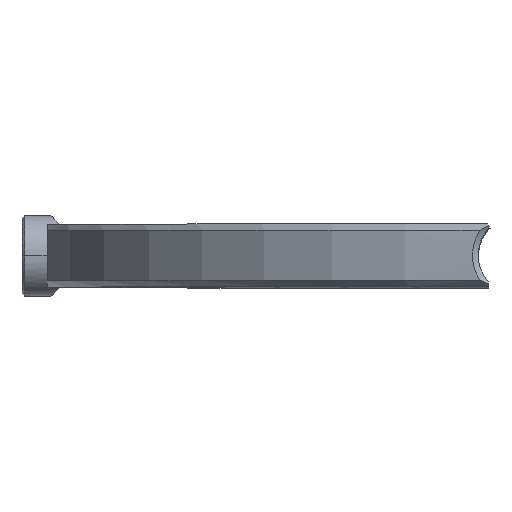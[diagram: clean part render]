
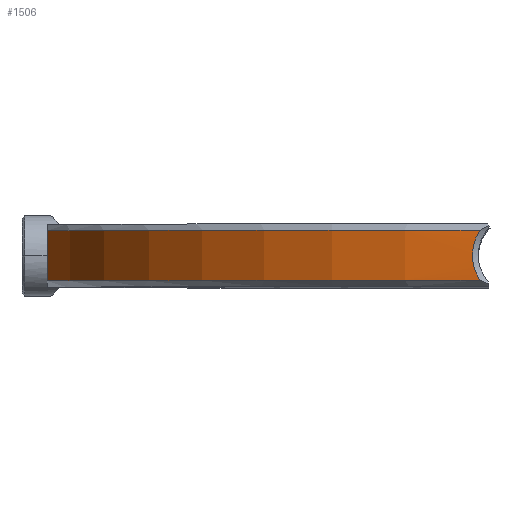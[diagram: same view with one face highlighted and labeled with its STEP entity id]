
A CAD part, top view. The second image highlights one B-rep face of the part: STEP entity #1506.
In plain terms, the highlighted cylindrical face has radius 385 mm (diameter 770 mm), a partial arc.
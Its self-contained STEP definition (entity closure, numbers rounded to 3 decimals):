
#31 = CARTESIAN_POINT ( 'NONE',  ( -32.349, 41.985, 383.639 ) ) ;
#47 = CIRCLE ( 'NONE', #52, 385. ) ;
#52 = AXIS2_PLACEMENT_3D ( 'NONE', #1811, #1112, #1118 ) ;
#53 = CARTESIAN_POINT ( 'NONE',  ( -33.02, 9.424, 383.581 ) ) ;
#58 = ORIENTED_EDGE ( 'NONE', *, *, #645, .T. ) ;
#119 = DIRECTION ( 'NONE',  ( 0., -1., 0. ) ) ;
#129 = CARTESIAN_POINT ( 'NONE',  ( -36.59, 25.88, 383.257 ) ) ;
#140 = EDGE_LOOP ( 'NONE', ( #1897, #58, #2067, #311 ) ) ;
#141 = VECTOR ( 'NONE', #1140, 1000. ) ;
#247 = CARTESIAN_POINT ( 'NONE',  ( -33.494, 10.42, 383.54 ) ) ;
#307 = CARTESIAN_POINT ( 'NONE',  ( -35.807, 17.549, 383.331 ) ) ;
#311 = ORIENTED_EDGE ( 'NONE', *, *, #1227, .F. ) ;
#325 = CARTESIAN_POINT ( 'NONE',  ( -36.131, 19.292, 383.301 ) ) ;
#335 = CARTESIAN_POINT ( 'NONE',  ( -36.058, 18.855, 383.308 ) ) ;
#412 = CARTESIAN_POINT ( 'NONE',  ( -30.48, 5., 383.792 ) ) ;
#434 = EDGE_CURVE ( 'NONE', #1971, #991, #47, .T. ) ;
#448 = CYLINDRICAL_SURFACE ( 'NONE', #1833, 385. ) ;
#481 = CARTESIAN_POINT ( 'NONE',  ( -36.557, 26.765, 383.26 ) ) ;
#506 = CARTESIAN_POINT ( 'NONE',  ( -36.166, 19.513, 383.298 ) ) ;
#570 = CARTESIAN_POINT ( 'NONE',  ( -32.422, 8.233, 383.633 ) ) ;
#605 = CARTESIAN_POINT ( 'NONE',  ( 0., 5., 0. ) ) ;
#645 = EDGE_CURVE ( 'NONE', #1467, #1971, #2010, .T. ) ;
#653 = CARTESIAN_POINT ( 'NONE',  ( -36.589, 24.771, 383.257 ) ) ;
#661 = CARTESIAN_POINT ( 'NONE',  ( -35.286, 15.395, 383.38 ) ) ;
#681 = CARTESIAN_POINT ( 'NONE',  ( -36.587, 24.552, 383.258 ) ) ;
#690 = CARTESIAN_POINT ( 'NONE',  ( -34.961, 14.332, 383.409 ) ) ;
#735 = CARTESIAN_POINT ( 'NONE',  ( -375.199, 45., 86.315 ) ) ;
#780 = FACE_OUTER_BOUND ( 'NONE', #140, .T. ) ;
#834 = CARTESIAN_POINT ( 'NONE',  ( -35.546, 33.753, 383.356 ) ) ;
#842 = EDGE_CURVE ( 'NONE', #2002, #1467, #1209, .T. ) ;
#859 = CARTESIAN_POINT ( 'NONE',  ( -36.317, 29.41, 383.283 ) ) ;
#869 = CARTESIAN_POINT ( 'NONE',  ( -36.26, 29.849, 383.289 ) ) ;
#937 = CARTESIAN_POINT ( 'NONE',  ( -32.724, 8.826, 383.607 ) ) ;
#991 = VERTEX_POINT ( 'NONE', #735 ) ;
#1023 = CARTESIAN_POINT ( 'NONE',  ( -36.426, 21.478, 383.273 ) ) ;
#1036 = CARTESIAN_POINT ( 'NONE',  ( -36.579, 24.112, 383.258 ) ) ;
#1099 = CARTESIAN_POINT ( 'NONE',  ( -32.922, 9.223, 383.59 ) ) ;
#1112 = DIRECTION ( 'NONE',  ( 0., -1., 0. ) ) ;
#1118 = DIRECTION ( 'NONE',  ( 0., 0., 1. ) ) ;
#1130 = CARTESIAN_POINT ( 'NONE',  ( -375.199, 50., 86.315 ) ) ;
#1140 = DIRECTION ( 'NONE',  ( 0., 1., 0. ) ) ;
#1190 = CARTESIAN_POINT ( 'NONE',  ( -36.459, 28.089, 383.27 ) ) ;
#1198 = CARTESIAN_POINT ( 'NONE',  ( -35.941, 18.2, 383.319 ) ) ;
#1209 = CIRCLE ( 'NONE', #1667, 385. ) ;
#1227 = EDGE_CURVE ( 'NONE', #2002, #991, #1290, .T. ) ;
#1290 = LINE ( 'NONE', #1130, #141 ) ;
#1339 = CARTESIAN_POINT ( 'NONE',  ( -34.321, 12.459, 383.467 ) ) ;
#1340 = DIRECTION ( 'NONE',  ( 0., 0., -1. ) ) ;
#1420 = CARTESIAN_POINT ( 'NONE',  ( -33.493, 39.581, 383.541 ) ) ;
#1457 = CARTESIAN_POINT ( 'NONE',  ( -33.843, 11.229, 383.51 ) ) ;
#1467 = VERTEX_POINT ( 'NONE', #1722 ) ;
#1506 = ADVANCED_FACE ( 'NONE', ( #780 ), #448, .T. ) ;
#1555 = CARTESIAN_POINT ( 'NONE',  ( -30.48, 45., 383.792 ) ) ;
#1556 = CARTESIAN_POINT ( 'NONE',  ( -34.548, 13.079, 383.447 ) ) ;
#1667 = AXIS2_PLACEMENT_3D ( 'NONE', #605, #2190, #1830 ) ;
#1697 = CARTESIAN_POINT ( 'NONE',  ( -36.229, 30.07, 383.292 ) ) ;
#1712 = CARTESIAN_POINT ( 'NONE',  ( -35.514, 16.252, 383.359 ) ) ;
#1721 = CARTESIAN_POINT ( 'NONE',  ( -36.329, 20.603, 383.282 ) ) ;
#1722 = CARTESIAN_POINT ( 'NONE',  ( -30.48, 5., 383.792 ) ) ;
#1731 = CARTESIAN_POINT ( 'NONE',  ( -34.759, 13.705, 383.428 ) ) ;
#1748 = CARTESIAN_POINT ( 'NONE',  ( -33.843, 38.771, 383.51 ) ) ;
#1808 = CARTESIAN_POINT ( 'NONE',  ( -30.977, 5.739, 383.752 ) ) ;
#1811 = CARTESIAN_POINT ( 'NONE',  ( 0., 45., 0. ) ) ;
#1830 = DIRECTION ( 'NONE',  ( 0., 0., 1. ) ) ;
#1833 = AXIS2_PLACEMENT_3D ( 'NONE', #2231, #119, #1340 ) ;
#1880 = CARTESIAN_POINT ( 'NONE',  ( -35.935, 32.035, 383.319 ) ) ;
#1897 = ORIENTED_EDGE ( 'NONE', *, *, #842, .T. ) ;
#1907 = CARTESIAN_POINT ( 'NONE',  ( -36.397, 28.75, 383.276 ) ) ;
#1915 = CARTESIAN_POINT ( 'NONE',  ( -36.561, 23.452, 383.26 ) ) ;
#1971 = VERTEX_POINT ( 'NONE', #1555 ) ;
#1986 = CARTESIAN_POINT ( 'NONE',  ( -31.444, 6.493, 383.714 ) ) ;
#1989 = CARTESIAN_POINT ( 'NONE',  ( -30.48, 45., 383.792 ) ) ;
#1996 = CARTESIAN_POINT ( 'NONE',  ( -31.472, 43.524, 383.713 ) ) ;
#2002 = VERTEX_POINT ( 'NONE', #2116 ) ;
#2010 = B_SPLINE_CURVE_WITH_KNOTS ( 'NONE', 3,
 ( #412, #1808, #1986, #2152, #570, #937, #1099, #53, #247, #1457, #1339, #1556, #1731, #2093, #690, #661, #1712, #307, #1198, #335, #325, #506, #1721, #1023, #2246, #1915, #1036, #681, #653, #129, #481, #1190, #1907, #859, #869, #1697, #1880, #834, #2063, #2230, #1748, #1420, #31, #1996, #1989 ),
 .UNSPECIFIED., .F., .F.,
 ( 4, 2, 1, 2, 2, 2, 1, 2, 2, 2, 1, 2, 2, 2, 1, 2, 2, 2, 1, 2, 2, 2, 2, 2, 4 ),
 ( 0., 0.062, 0.094, 0.109, 0.125, 0.187, 0.219, 0.234, 0.25, 0.312, 0.344, 0.359, 0.375, 0.437, 0.469, 0.484, 0.5, 0.562, 0.594, 0.609, 0.625, 0.75, 0.812, 0.875, 1. ),
 .UNSPECIFIED. ) ;
#2063 = CARTESIAN_POINT ( 'NONE',  ( -34.771, 36.291, 383.427 ) ) ;
#2067 = ORIENTED_EDGE ( 'NONE', *, *, #434, .T. ) ;
#2093 = CARTESIAN_POINT ( 'NONE',  ( -34.895, 14.124, 383.415 ) ) ;
#2116 = CARTESIAN_POINT ( 'NONE',  ( -375.199, 5., 86.315 ) ) ;
#2152 = CARTESIAN_POINT ( 'NONE',  ( -32.103, 7.649, 383.659 ) ) ;
#2190 = DIRECTION ( 'NONE',  ( 0., 1., 0. ) ) ;
#2230 = CARTESIAN_POINT ( 'NONE',  ( -34.482, 37.125, 383.453 ) ) ;
#2231 = CARTESIAN_POINT ( 'NONE',  ( 0., 50., 0. ) ) ;
#2246 = CARTESIAN_POINT ( 'NONE',  ( -36.524, 22.793, 383.264 ) ) ;
